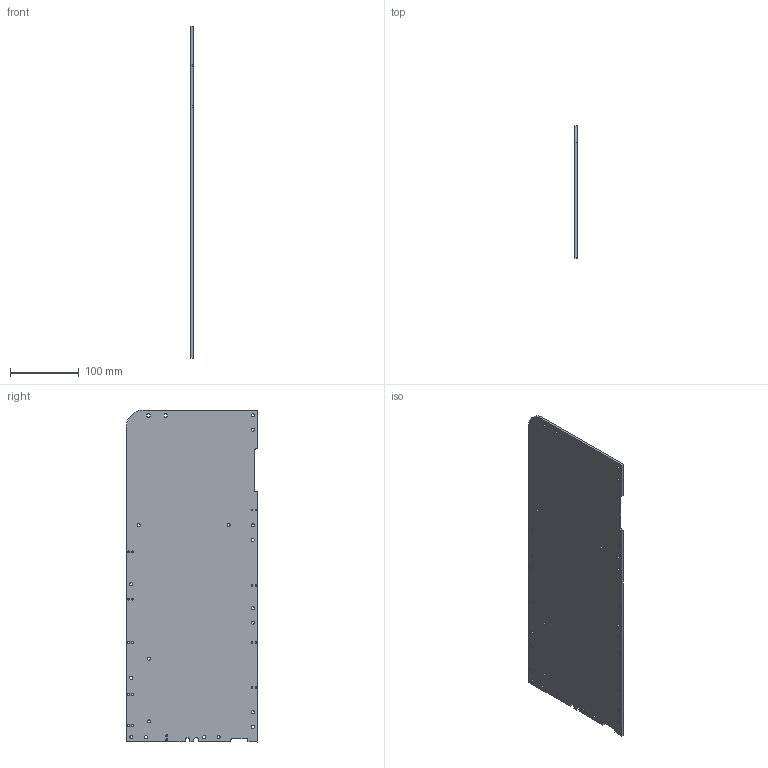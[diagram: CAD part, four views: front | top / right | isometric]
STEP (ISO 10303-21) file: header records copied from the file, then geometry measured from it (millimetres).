
FILE_DESCRIPTION(/* description */ (''),/* implementation_level */ '2;1');
FILE_NAME(/* name */ 'Right.step',/* time_stamp */ '2018-07-15T20:32:15+02:00',/* author */ (''),/* organization */ (''),/* preprocessor_version */ 'ST-DEVELOPER v17',/* originating_system */ 'Autodesk Translation Framework v7.1.0.215',/* authorisation */ '');
FILE_SCHEMA (('AUTOMOTIVE_DESIGN { 1 0 10303 214 3 1 1 }'));
Length unit declared in the file: millimetre
Products named in the file (1): FusionComponent
Bounding box: 3 x 192 x 484 mm (x, y, z)
Volume: 275523 mm3; surface area: 189181.1 mm2
Topology: 1 solids, 1 shells, 125 faces, 369 edges, 246 vertices
Faces by surface type: plane 78, cylinder 47
Full cylindrical faces by diameter (mm): 2.718 x20, 4.4 x18
Entity records: 4370 total; most frequent: CARTESIAN_POINT 741, ORIENTED_EDGE 738, DIRECTION 715, EDGE_CURVE 369, LINE 275, VECTOR 275, VERTEX_POINT 246, AXIS2_PLACEMENT_3D 220
